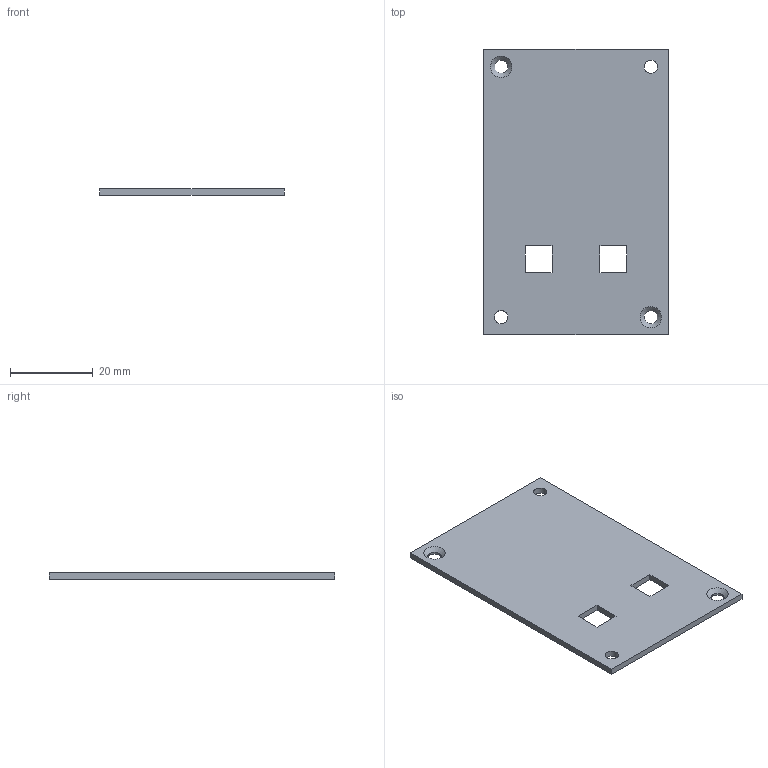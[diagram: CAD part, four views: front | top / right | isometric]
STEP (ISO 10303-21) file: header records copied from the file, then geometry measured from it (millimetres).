
FILE_DESCRIPTION(/* description */ (''),/* implementation_level */ '2;1');
FILE_NAME(/* name */ 'Pipli - TOP.step',/* time_stamp */ '2025-04-20T22:51:21+05:30',/* author */ (''),/* organization */ (''),/* preprocessor_version */ 'ST-DEVELOPER v20.1',/* originating_system */ 'Autodesk Translation Framework v14.4.0.0',/* authorisation */ '');
FILE_SCHEMA (('AUTOMOTIVE_DESIGN { 1 0 10303 214 3 1 1 }'));
Length unit declared in the file: millimetre
Products named in the file (1): Pipli - TOP
Bounding box: 44.6 x 68.98 x 1.5 mm (x, y, z)
Volume: 4427.9 mm3; surface area: 6390 mm2
Topology: 1 solids, 1 shells, 20 faces, 52 edges, 34 vertices
Faces by surface type: plane 14, cylinder 4, cone 2
Full cylindrical faces by diameter (mm): 3.2 x4
Entity records: 667 total; most frequent: CARTESIAN_POINT 107, ORIENTED_EDGE 104, DIRECTION 104, EDGE_CURVE 52, LINE 42, VECTOR 42, VERTEX_POINT 34, EDGE_LOOP 32
